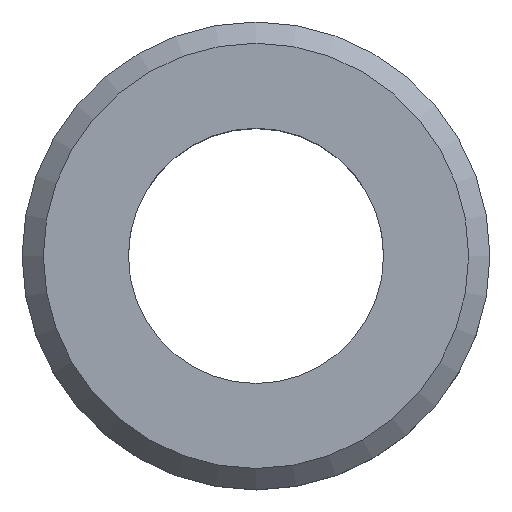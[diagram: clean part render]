
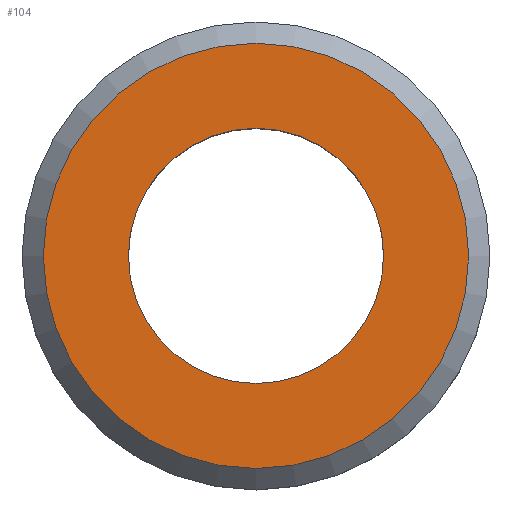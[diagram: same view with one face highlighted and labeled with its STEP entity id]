
A CAD part, top view. The second image highlights one B-rep face of the part: STEP entity #104.
In plain terms, the highlighted planar face has unit normal (0, 0, 1).
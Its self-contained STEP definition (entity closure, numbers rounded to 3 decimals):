
#15=FACE_BOUND('',#34,.T.);
#18=PLANE('',#135);
#26=FACE_OUTER_BOUND('',#33,.T.);
#33=EDGE_LOOP('',(#87));
#34=EDGE_LOOP('',(#88));
#51=CIRCLE('',#132,2.5);
#53=CIRCLE('',#136,1.5);
#59=VERTEX_POINT('',#186);
#61=VERTEX_POINT('',#194);
#68=EDGE_CURVE('',#59,#59,#51,.T.);
#71=EDGE_CURVE('',#61,#61,#53,.T.);
#87=ORIENTED_EDGE('',*,*,#68,.F.);
#88=ORIENTED_EDGE('',*,*,#71,.T.);
#104=ADVANCED_FACE('',(#26,#15),#18,.T.);
#132=AXIS2_PLACEMENT_3D('',#188,#153,#154);
#135=AXIS2_PLACEMENT_3D('',#193,#160,#161);
#136=AXIS2_PLACEMENT_3D('',#195,#162,#163);
#153=DIRECTION('center_axis',(0.,0.,-1.));
#154=DIRECTION('ref_axis',(1.,0.,0.));
#160=DIRECTION('center_axis',(0.,0.,1.));
#161=DIRECTION('ref_axis',(1.,0.,0.));
#162=DIRECTION('center_axis',(0.,0.,-1.));
#163=DIRECTION('ref_axis',(1.,0.,0.));
#186=CARTESIAN_POINT('',(-2.5,0.,1.5));
#188=CARTESIAN_POINT('Origin',(0.,0.,1.5));
#193=CARTESIAN_POINT('Origin',(-2.75,0.,1.5));
#194=CARTESIAN_POINT('',(1.5,0.,1.5));
#195=CARTESIAN_POINT('Origin',(0.,0.,1.5));
